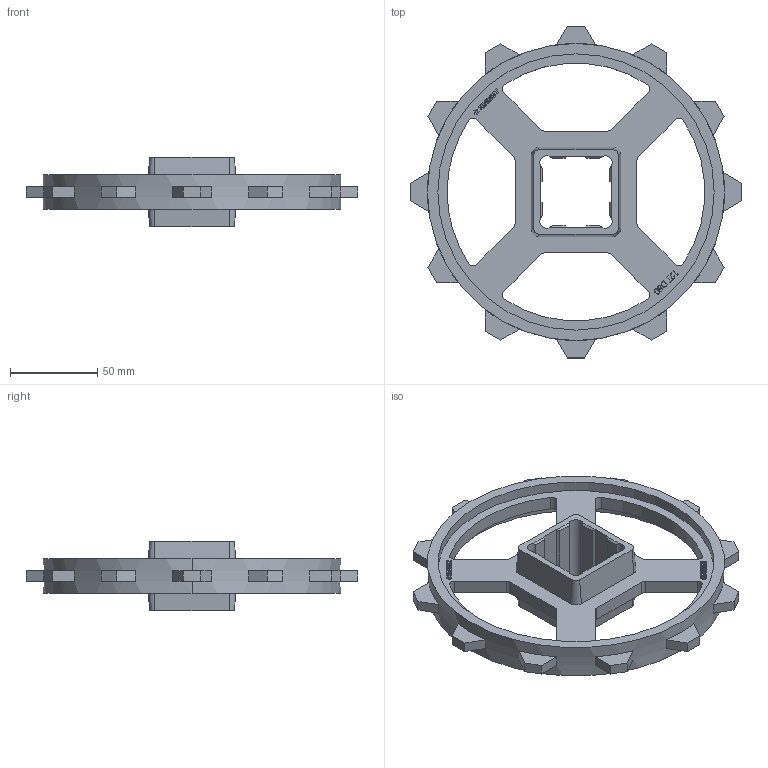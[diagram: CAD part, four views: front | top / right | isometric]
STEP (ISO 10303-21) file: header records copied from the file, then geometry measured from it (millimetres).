
FILE_DESCRIPTION (( 'STEP AP203' ), '1' );
FILE_NAME ('D50Z12C38.STEP', '2025-06-05T09:03:42', ( '' ), ( '' ), 'SwSTEP 2.0', 'SolidWorks 2024', '' );
FILE_SCHEMA (( 'CONFIG_CONTROL_DESIGN' ));
Length unit declared in the file: millimetre
Products named in the file (1): D50Z12C38
Bounding box: 190.6 x 190.6 x 40 mm (x, y, z)
Volume: 169938.4 mm3; surface area: 63425.2 mm2
Topology: 1 solids, 1 shells, 411 faces, 1110 edges, 740 vertices
Faces by surface type: plane 272, bspline 96, cylinder 35, cone 8
Entity records: 15163 total; most frequent: CARTESIAN_POINT 5307, ORIENTED_EDGE 2220, DIRECTION 1649, EDGE_CURVE 1110, VECTOR 789, LINE 789, VERTEX_POINT 740, EDGE_LOOP 460
